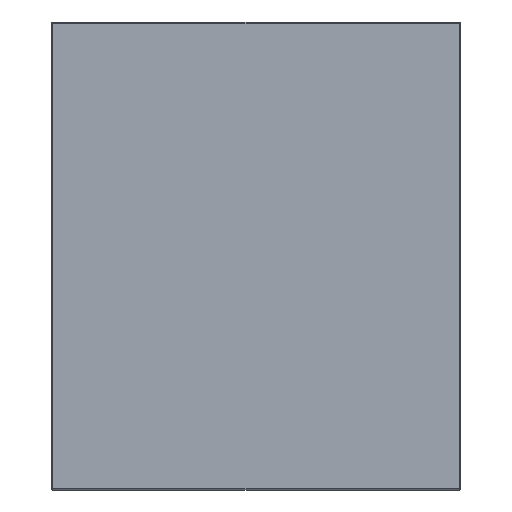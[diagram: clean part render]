
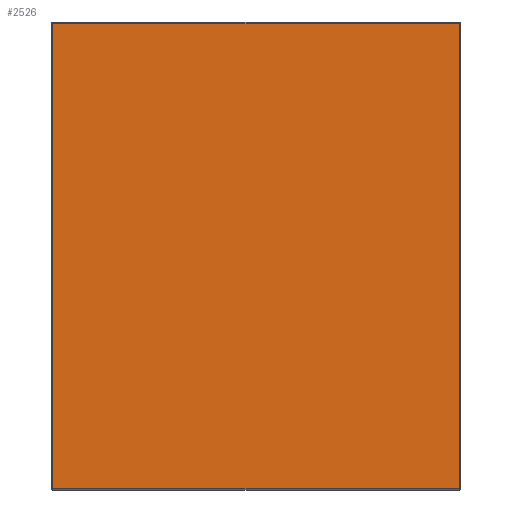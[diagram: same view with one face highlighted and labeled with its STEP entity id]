
A CAD part, left-side view. The second image highlights one B-rep face of the part: STEP entity #2526.
In plain terms, the highlighted planar face has unit normal (-1, 0, 0).
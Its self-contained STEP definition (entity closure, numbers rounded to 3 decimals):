
#32 = DIRECTION ( 'NONE',  ( 0., -1., 0. ) ) ;
#110 = VERTEX_POINT ( 'NONE', #2390 ) ;
#232 = DIRECTION ( 'NONE',  ( 1., 0., 0. ) ) ;
#604 = CARTESIAN_POINT ( 'NONE',  ( -1.6, 1.395, 0.795 ) ) ;
#606 = DIRECTION ( 'NONE',  ( 0., 0., -1. ) ) ;
#608 = CARTESIAN_POINT ( 'NONE',  ( -1.6, 0.005, 0.795 ) ) ;
#619 = CARTESIAN_POINT ( 'NONE',  ( -1.6, 1.395, -0.795 ) ) ;
#994 = CARTESIAN_POINT ( 'NONE',  ( -1.6, 1.4, 0. ) ) ;
#1275 = VERTEX_POINT ( 'NONE', #608 ) ;
#1397 = VECTOR ( 'NONE', #4632, 1000. ) ;
#1407 = VECTOR ( 'NONE', #4705, 1000. ) ;
#1495 = EDGE_CURVE ( 'NONE', #1275, #4894, #4561, .T. ) ;
#1556 = VECTOR ( 'NONE', #4368, 1000. ) ;
#1569 = ORIENTED_EDGE ( 'NONE', *, *, #3321, .T. ) ;
#1902 = LINE ( 'NONE', #3447, #3710 ) ;
#2035 = EDGE_CURVE ( 'NONE', #4154, #110, #1902, .T. ) ;
#2084 = LINE ( 'NONE', #2823, #1556 ) ;
#2266 = ORIENTED_EDGE ( 'NONE', *, *, #1495, .T. ) ;
#2390 = CARTESIAN_POINT ( 'NONE',  ( -1.6, 0.005, -0.795 ) ) ;
#2398 = LINE ( 'NONE', #4284, #1407 ) ;
#2457 = FACE_OUTER_BOUND ( 'NONE', #3838, .T. ) ;
#2526 = ADVANCED_FACE ( 'NONE', ( #2457 ), #4264, .F. ) ;
#2789 = AXIS2_PLACEMENT_3D ( 'NONE', #994, #232, #606 ) ;
#2823 = CARTESIAN_POINT ( 'NONE',  ( -1.6, 1.395, -0.8 ) ) ;
#3087 = EDGE_CURVE ( 'NONE', #4894, #4154, #2084, .T. ) ;
#3321 = EDGE_CURVE ( 'NONE', #110, #1275, #2398, .T. ) ;
#3447 = CARTESIAN_POINT ( 'NONE',  ( -1.6, 0., -0.795 ) ) ;
#3710 = VECTOR ( 'NONE', #32, 1000. ) ;
#3838 = EDGE_LOOP ( 'NONE', ( #4222, #4568, #1569, #2266 ) ) ;
#4154 = VERTEX_POINT ( 'NONE', #619 ) ;
#4222 = ORIENTED_EDGE ( 'NONE', *, *, #3087, .T. ) ;
#4240 = CARTESIAN_POINT ( 'NONE',  ( -1.6, 1.4, 0.795 ) ) ;
#4264 = PLANE ( 'NONE',  #2789 ) ;
#4284 = CARTESIAN_POINT ( 'NONE',  ( -1.6, 0.005, 0. ) ) ;
#4368 = DIRECTION ( 'NONE',  ( 0., 0., -1. ) ) ;
#4561 = LINE ( 'NONE', #4240, #1397 ) ;
#4568 = ORIENTED_EDGE ( 'NONE', *, *, #2035, .T. ) ;
#4632 = DIRECTION ( 'NONE',  ( 0., 1., 0. ) ) ;
#4705 = DIRECTION ( 'NONE',  ( 0., 0., 1. ) ) ;
#4894 = VERTEX_POINT ( 'NONE', #604 ) ;
